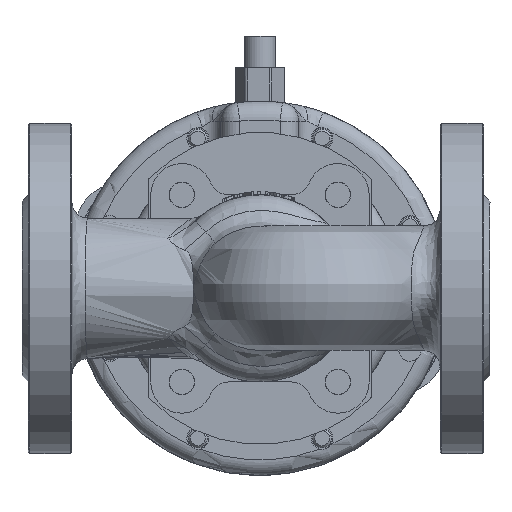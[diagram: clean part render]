
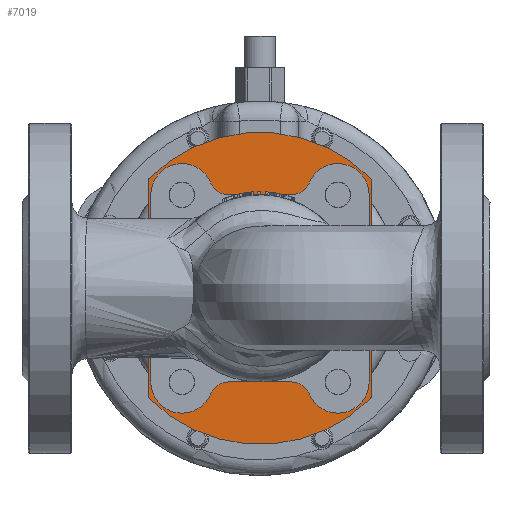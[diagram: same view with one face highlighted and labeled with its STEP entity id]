
A CAD part, front view. The second image highlights one B-rep face of the part: STEP entity #7019.
In plain terms, the highlighted planar face has unit normal (0, -1, 0).
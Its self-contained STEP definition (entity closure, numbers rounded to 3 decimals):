
#260=FACE_BOUND('',#1154,.T.);
#261=FACE_BOUND('',#1155,.T.);
#262=FACE_BOUND('',#1156,.T.);
#263=FACE_BOUND('',#1157,.T.);
#566=PLANE('',#7577);
#744=FACE_OUTER_BOUND('',#1153,.T.);
#1153=EDGE_LOOP('',(#4563,#4564,#4565,#4566,#4567,#4568,#4569,#4570));
#1154=EDGE_LOOP('',(#4571));
#1155=EDGE_LOOP('',(#4572));
#1156=EDGE_LOOP('',(#4573));
#1157=EDGE_LOOP('',(#4574));
#1657=CIRCLE('',#7566,1.);
#1658=CIRCLE('',#7570,1.);
#1659=CIRCLE('',#7572,1.);
#1660=CIRCLE('',#7574,1.);
#1661=CIRCLE('',#7576,50.);
#1662=CIRCLE('',#7578,50.);
#1663=CIRCLE('',#7579,5.5);
#1664=CIRCLE('',#7580,5.5);
#1665=CIRCLE('',#7581,5.5);
#1666=CIRCLE('',#7582,5.5);
#2055=LINE('',#10538,#2413);
#2056=LINE('',#10540,#2414);
#2413=VECTOR('',#8510,10.);
#2414=VECTOR('',#8513,10.);
#2790=VERTEX_POINT('',#10506);
#2791=VERTEX_POINT('',#10507);
#2792=VERTEX_POINT('',#10518);
#2793=VERTEX_POINT('',#10519);
#2794=VERTEX_POINT('',#10524);
#2795=VERTEX_POINT('',#10525);
#2796=VERTEX_POINT('',#10530);
#2797=VERTEX_POINT('',#10531);
#2798=VERTEX_POINT('',#10541);
#2799=VERTEX_POINT('',#10543);
#2800=VERTEX_POINT('',#10545);
#2801=VERTEX_POINT('',#10547);
#3468=EDGE_CURVE('',#2790,#2791,#1657,.T.);
#3475=EDGE_CURVE('',#2792,#2793,#1658,.T.);
#3478=EDGE_CURVE('',#2794,#2795,#1659,.T.);
#3481=EDGE_CURVE('',#2796,#2797,#1660,.T.);
#3484=EDGE_CURVE('',#2790,#2793,#1661,.T.);
#3485=EDGE_CURVE('',#2792,#2797,#2055,.T.);
#3486=EDGE_CURVE('',#2796,#2795,#1662,.T.);
#3487=EDGE_CURVE('',#2794,#2791,#2056,.T.);
#3488=EDGE_CURVE('',#2798,#2798,#1663,.T.);
#3489=EDGE_CURVE('',#2799,#2799,#1664,.T.);
#3490=EDGE_CURVE('',#2800,#2800,#1665,.T.);
#3491=EDGE_CURVE('',#2801,#2801,#1666,.T.);
#4563=ORIENTED_EDGE('',*,*,#3468,.F.);
#4564=ORIENTED_EDGE('',*,*,#3484,.T.);
#4565=ORIENTED_EDGE('',*,*,#3475,.F.);
#4566=ORIENTED_EDGE('',*,*,#3485,.T.);
#4567=ORIENTED_EDGE('',*,*,#3481,.F.);
#4568=ORIENTED_EDGE('',*,*,#3486,.T.);
#4569=ORIENTED_EDGE('',*,*,#3478,.F.);
#4570=ORIENTED_EDGE('',*,*,#3487,.T.);
#4571=ORIENTED_EDGE('',*,*,#3488,.T.);
#4572=ORIENTED_EDGE('',*,*,#3489,.T.);
#4573=ORIENTED_EDGE('',*,*,#3490,.T.);
#4574=ORIENTED_EDGE('',*,*,#3491,.T.);
#7019=ADVANCED_FACE('',(#744,#260,#261,#262,#263),#566,.T.);
#7566=AXIS2_PLACEMENT_3D('',#10508,#8474,#8475);
#7570=AXIS2_PLACEMENT_3D('',#10520,#8488,#8489);
#7572=AXIS2_PLACEMENT_3D('',#10526,#8494,#8495);
#7574=AXIS2_PLACEMENT_3D('',#10532,#8500,#8501);
#7576=AXIS2_PLACEMENT_3D('',#10536,#8506,#8507);
#7577=AXIS2_PLACEMENT_3D('',#10537,#8508,#8509);
#7578=AXIS2_PLACEMENT_3D('',#10539,#8511,#8512);
#7579=AXIS2_PLACEMENT_3D('',#10542,#8514,#8515);
#7580=AXIS2_PLACEMENT_3D('',#10544,#8516,#8517);
#7581=AXIS2_PLACEMENT_3D('',#10546,#8518,#8519);
#7582=AXIS2_PLACEMENT_3D('',#10548,#8520,#8521);
#8474=DIRECTION('center_axis',(0.,1.,0.));
#8475=DIRECTION('ref_axis',(0.924,0.,0.382));
#8488=DIRECTION('center_axis',(0.,1.,0.));
#8489=DIRECTION('ref_axis',(-0.924,0.,0.382));
#8494=DIRECTION('center_axis',(0.,1.,0.));
#8495=DIRECTION('ref_axis',(0.924,0.,-0.382));
#8500=DIRECTION('center_axis',(0.,1.,0.));
#8501=DIRECTION('ref_axis',(-0.924,0.,-0.382));
#8506=DIRECTION('center_axis',(0.,-1.,0.));
#8507=DIRECTION('ref_axis',(1.,0.,0.));
#8508=DIRECTION('center_axis',(0.,-1.,0.));
#8509=DIRECTION('ref_axis',(0.,0.,-1.));
#8510=DIRECTION('',(0.,0.,-1.));
#8511=DIRECTION('center_axis',(0.,-1.,0.));
#8512=DIRECTION('ref_axis',(1.,0.,0.));
#8513=DIRECTION('',(0.,0.,1.));
#8514=DIRECTION('center_axis',(0.,1.,0.));
#8515=DIRECTION('ref_axis',(-1.,0.,0.));
#8516=DIRECTION('center_axis',(0.,1.,0.));
#8517=DIRECTION('ref_axis',(-1.,0.,0.));
#8518=DIRECTION('center_axis',(0.,1.,0.));
#8519=DIRECTION('ref_axis',(-1.,0.,0.));
#8520=DIRECTION('center_axis',(0.,1.,0.));
#8521=DIRECTION('ref_axis',(-1.,0.,0.));
#10506=CARTESIAN_POINT('',(35.398,-502.,35.313));
#10507=CARTESIAN_POINT('',(35.69,-502.,34.606));
#10508=CARTESIAN_POINT('Origin',(34.69,-502.,34.606));
#10518=CARTESIAN_POINT('',(-35.69,-502.,34.606));
#10519=CARTESIAN_POINT('',(-35.398,-502.,35.313));
#10520=CARTESIAN_POINT('Origin',(-34.69,-502.,34.606));
#10524=CARTESIAN_POINT('',(35.69,-502.,-34.606));
#10525=CARTESIAN_POINT('',(35.398,-502.,-35.313));
#10526=CARTESIAN_POINT('Origin',(34.69,-502.,-34.606));
#10530=CARTESIAN_POINT('',(-35.398,-502.,-35.313));
#10531=CARTESIAN_POINT('',(-35.69,-502.,-34.606));
#10532=CARTESIAN_POINT('Origin',(-34.69,-502.,-34.606));
#10536=CARTESIAN_POINT('Origin',(0.,-502.,0.));
#10537=CARTESIAN_POINT('Origin',(0.,-502.,0.));
#10538=CARTESIAN_POINT('',(-35.69,-502.,78.083));
#10539=CARTESIAN_POINT('Origin',(0.,-502.,0.));
#10540=CARTESIAN_POINT('',(35.69,-502.,-78.083));
#10541=CARTESIAN_POINT('',(-19.5,-502.,30.));
#10542=CARTESIAN_POINT('Origin',(-25.,-502.,30.));
#10543=CARTESIAN_POINT('',(30.5,-502.,30.));
#10544=CARTESIAN_POINT('Origin',(25.,-502.,30.));
#10545=CARTESIAN_POINT('',(30.5,-502.,-30.));
#10546=CARTESIAN_POINT('Origin',(25.,-502.,-30.));
#10547=CARTESIAN_POINT('',(-19.5,-502.,-30.));
#10548=CARTESIAN_POINT('Origin',(-25.,-502.,-30.));
